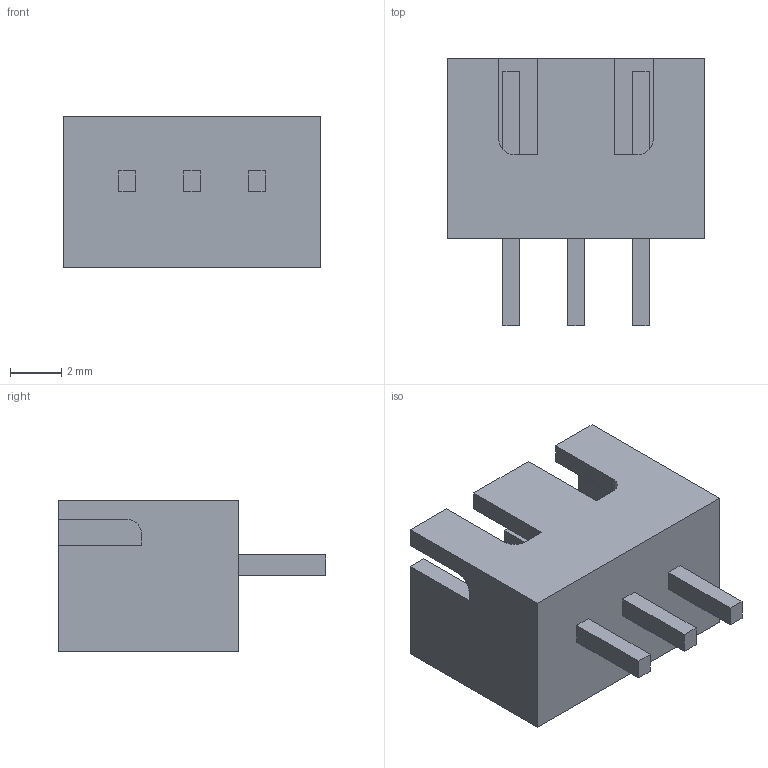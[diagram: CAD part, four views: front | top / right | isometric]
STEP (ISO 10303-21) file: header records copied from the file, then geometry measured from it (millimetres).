
FILE_DESCRIPTION (( 'STEP AP214' ), '1' );
FILE_NAME ('Conector P2.54mm 3P Male.step', '2025-07-17T03:06:25', ( '' ), ( '' ), 'SwSTEP 2.0', 'SolidWorks 2018', '' );
FILE_SCHEMA (( 'AUTOMOTIVE_DESIGN' ));
Length unit declared in the file: millimetre
Products named in the file (1): Conector P2.54mm 3P Male
Bounding box: 10 x 10.4 x 5.9 mm (x, y, z)
Volume: 191.6 mm3; surface area: 559.3 mm2
Topology: 1 solids, 1 shells, 54 faces, 138 edges, 92 vertices
Faces by surface type: plane 51, cylinder 3
Entity records: 2236 total; most frequent: CARTESIAN_POINT 285, ORIENTED_EDGE 276, DIRECTION 254, EDGE_CURVE 138, VECTOR 132, LINE 132, VERTEX_POINT 92, AXIS2_PLACEMENT_3D 61
